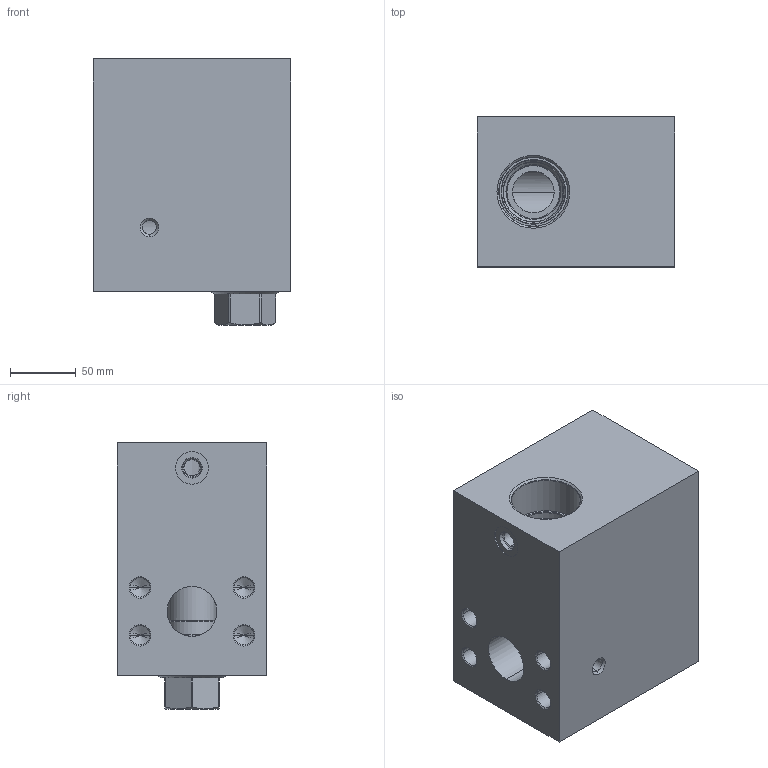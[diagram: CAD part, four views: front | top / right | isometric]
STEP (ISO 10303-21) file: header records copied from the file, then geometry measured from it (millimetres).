
FILE_DESCRIPTION((''),'2;1');
FILE_NAME('K66_ASM','2021-06-17T',('ProEService'),(''),'PRO/ENGINEER BY PARAMETRIC TECHNOLOGY CORPORATION, 2014200','PRO/ENGINEER BY PARAMETRIC TECHNOLOGY CORPORATION, 2014200','');
FILE_SCHEMA(('CONFIG_CONTROL_DESIGN'));
Length unit declared in the file: inch
Products named in the file (3): 151-932-001; CXJAXCN; K66_ASM
Assembly tree (2 placements, depth 2):
  K66_ASM
    151-932-001
    CXJAXCN
Bounding box: 150.83 x 114.3 x 203.17 mm (x, y, z)
Volume: 2626217.3 mm3; surface area: 214335.6 mm2
Topology: 4 solids, 4 shells, 241 faces, 848 edges, 725 vertices
Faces by surface type: cylinder 93, cone 82, plane 36, torus 22, revolution 8
Entity records: 9794 total; most frequent: CARTESIAN_POINT 2640, DIRECTION 1588, ORIENTED_EDGE 1114, EDGE_CURVE 557, AXIS2_PLACEMENT_3D 555, VECTOR 470, LINE 470, VERTEX_POINT 343
